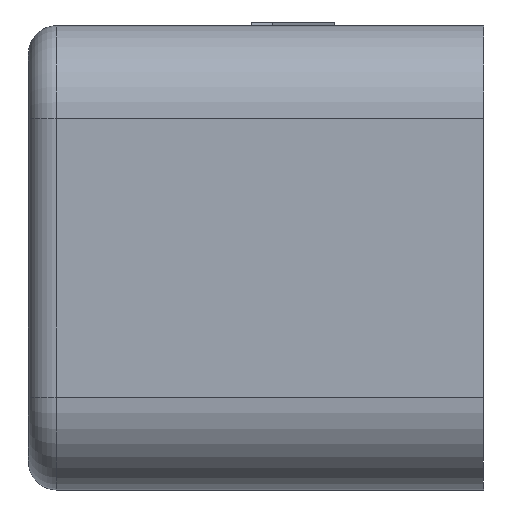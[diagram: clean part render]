
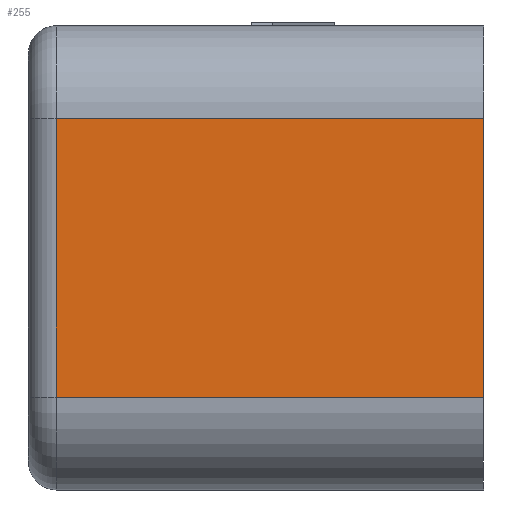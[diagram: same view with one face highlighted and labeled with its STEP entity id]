
A CAD part, left-side view. The second image highlights one B-rep face of the part: STEP entity #255.
In plain terms, the highlighted planar face has unit normal (-1, 0, 0).
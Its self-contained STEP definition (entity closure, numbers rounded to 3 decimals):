
#255 = ADVANCED_FACE( '', ( #720 ), #721, .T. );
#720 = FACE_OUTER_BOUND( '', #1256, .T. );
#721 = PLANE( '', #1257 );
#1256 = EDGE_LOOP( '', ( #2880, #2881, #2882, #2883 ) );
#1257 = AXIS2_PLACEMENT_3D( '', #2884, #2885, #2886 );
#2880 = ORIENTED_EDGE( '', *, *, #3664, .T. );
#2881 = ORIENTED_EDGE( '', *, *, #3636, .T. );
#2882 = ORIENTED_EDGE( '', *, *, #3661, .T. );
#2883 = ORIENTED_EDGE( '', *, *, #3582, .F. );
#2884 = CARTESIAN_POINT( '', ( -19., 24.5, -12.5 ) );
#2885 = DIRECTION( '', ( -1., 0., 0. ) );
#2886 = DIRECTION( '', ( 0., 1., 0. ) );
#3582 = EDGE_CURVE( '', #4373, #4375, #4376, .T. );
#3636 = EDGE_CURVE( '', #4467, #4472, #4474, .F. );
#3661 = EDGE_CURVE( '', #4472, #4375, #4511, .T. );
#3664 = EDGE_CURVE( '', #4373, #4467, #4515, .F. );
#4373 = VERTEX_POINT( '', #5578 );
#4375 = VERTEX_POINT( '', #5580 );
#4376 = LINE( '', #5581, #5582 );
#4467 = VERTEX_POINT( '', #5717 );
#4472 = VERTEX_POINT( '', #5723 );
#4474 = LINE( '', #5725, #5726 );
#4511 = LINE( '', #5772, #5773 );
#4515 = LINE( '', #5778, #5779 );
#5578 = CARTESIAN_POINT( '', ( -19., 0., 7.5 ) );
#5580 = CARTESIAN_POINT( '', ( -19., 0., -7.5 ) );
#5581 = CARTESIAN_POINT( '', ( -19., 0., -12.5 ) );
#5582 = VECTOR( '', #6826, 1000. );
#5717 = CARTESIAN_POINT( '', ( -19., 23., 7.5 ) );
#5723 = CARTESIAN_POINT( '', ( -19., 23., -7.5 ) );
#5725 = CARTESIAN_POINT( '', ( -19., 23., -12.5 ) );
#5726 = VECTOR( '', #6896, 1000. );
#5772 = CARTESIAN_POINT( '', ( -19., 24.5, -7.5 ) );
#5773 = VECTOR( '', #6951, 1000. );
#5778 = CARTESIAN_POINT( '', ( -19., 24.5, 7.5 ) );
#5779 = VECTOR( '', #6956, 1000. );
#6826 = DIRECTION( '', ( 0., 0., -1. ) );
#6896 = DIRECTION( '', ( 0., 0., 1. ) );
#6951 = DIRECTION( '', ( 0., -1., 0. ) );
#6956 = DIRECTION( '', ( 0., -1., 0. ) );
